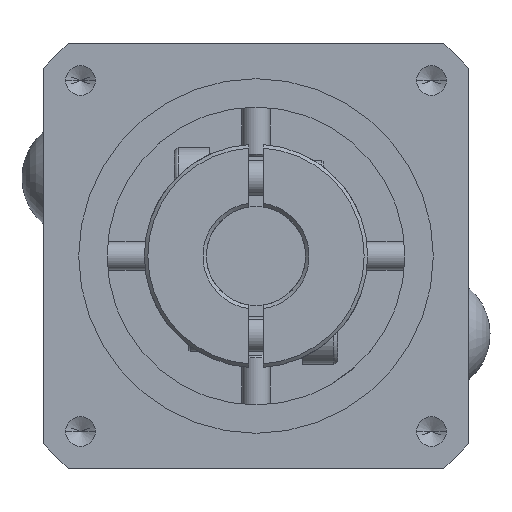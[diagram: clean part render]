
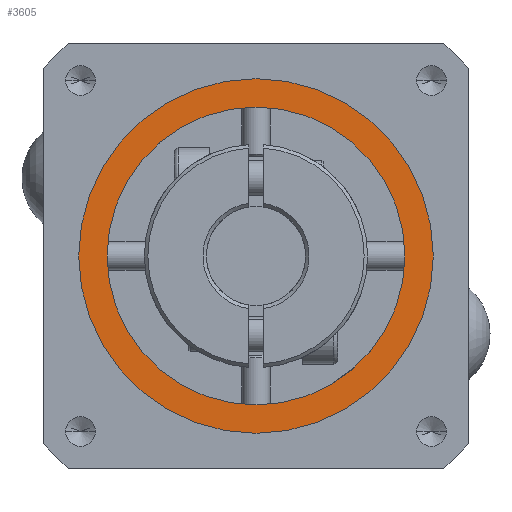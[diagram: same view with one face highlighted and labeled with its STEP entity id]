
A CAD part, left-side view. The second image highlights one B-rep face of the part: STEP entity #3605.
In plain terms, the highlighted face is planar.
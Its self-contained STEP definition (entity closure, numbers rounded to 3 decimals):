
#26 = CIRCLE ( 'NONE', #3498, 25. ) ;
#36 = DIRECTION ( 'NONE',  ( 1., 0., 0. ) ) ;
#357 = EDGE_LOOP ( 'NONE', ( #994, #8282 ) ) ;
#368 = CARTESIAN_POINT ( 'NONE',  ( -25., 0., 26.5 ) ) ;
#447 = CARTESIAN_POINT ( 'NONE',  ( 21., 0., 26.5 ) ) ;
#671 = DIRECTION ( 'NONE',  ( 0., 0., 1. ) ) ;
#755 = EDGE_CURVE ( 'NONE', #6212, #959, #2002, .T. ) ;
#824 = FACE_OUTER_BOUND ( 'NONE', #357, .T. ) ;
#959 = VERTEX_POINT ( 'NONE', #368 ) ;
#994 = ORIENTED_EDGE ( 'NONE', *, *, #755, .T. ) ;
#1281 = CIRCLE ( 'NONE', #2302, 21. ) ;
#1341 = PLANE ( 'NONE',  #4924 ) ;
#1458 = EDGE_CURVE ( 'NONE', #4428, #5063, #2514, .T. ) ;
#1718 = DIRECTION ( 'NONE',  ( 0., 0., 1. ) ) ;
#2002 = CIRCLE ( 'NONE', #4961, 25. ) ;
#2302 = AXIS2_PLACEMENT_3D ( 'NONE', #4880, #671, #5590 ) ;
#2305 = DIRECTION ( 'NONE',  ( 0., 0., 1. ) ) ;
#2514 = CIRCLE ( 'NONE', #5572, 21. ) ;
#2671 = CARTESIAN_POINT ( 'NONE',  ( -21., 0., 26.5 ) ) ;
#2741 = FACE_BOUND ( 'NONE', #7834, .T. ) ;
#2763 = CARTESIAN_POINT ( 'NONE',  ( 0., 0., 26.5 ) ) ;
#3094 = ORIENTED_EDGE ( 'NONE', *, *, #1458, .F. ) ;
#3498 = AXIS2_PLACEMENT_3D ( 'NONE', #8472, #4249, #36 ) ;
#3509 = CARTESIAN_POINT ( 'NONE',  ( 25., 0., 26.5 ) ) ;
#3605 = ADVANCED_FACE ( 'NONE', ( #2741, #824 ), #1341, .T. ) ;
#4161 = DIRECTION ( 'NONE',  ( 0., 0., 1. ) ) ;
#4249 = DIRECTION ( 'NONE',  ( 0., 0., 1. ) ) ;
#4428 = VERTEX_POINT ( 'NONE', #447 ) ;
#4646 = EDGE_CURVE ( 'NONE', #5063, #4428, #1281, .T. ) ;
#4880 = CARTESIAN_POINT ( 'NONE',  ( 0., 0., 26.5 ) ) ;
#4924 = AXIS2_PLACEMENT_3D ( 'NONE', #2763, #4161, #9073 ) ;
#4961 = AXIS2_PLACEMENT_3D ( 'NONE', #6502, #2305, #7209 ) ;
#5063 = VERTEX_POINT ( 'NONE', #2671 ) ;
#5572 = AXIS2_PLACEMENT_3D ( 'NONE', #5915, #1718, #6621 ) ;
#5590 = DIRECTION ( 'NONE',  ( 1., 0., 0. ) ) ;
#5915 = CARTESIAN_POINT ( 'NONE',  ( 0., 0., 26.5 ) ) ;
#5923 = EDGE_CURVE ( 'NONE', #959, #6212, #26, .T. ) ;
#6212 = VERTEX_POINT ( 'NONE', #3509 ) ;
#6502 = CARTESIAN_POINT ( 'NONE',  ( 0., 0., 26.5 ) ) ;
#6606 = ORIENTED_EDGE ( 'NONE', *, *, #4646, .F. ) ;
#6621 = DIRECTION ( 'NONE',  ( 1., 0., 0. ) ) ;
#7209 = DIRECTION ( 'NONE',  ( 1., 0., 0. ) ) ;
#7834 = EDGE_LOOP ( 'NONE', ( #3094, #6606 ) ) ;
#8282 = ORIENTED_EDGE ( 'NONE', *, *, #5923, .T. ) ;
#8472 = CARTESIAN_POINT ( 'NONE',  ( 0., 0., 26.5 ) ) ;
#9073 = DIRECTION ( 'NONE',  ( 1., 0., 0. ) ) ;
